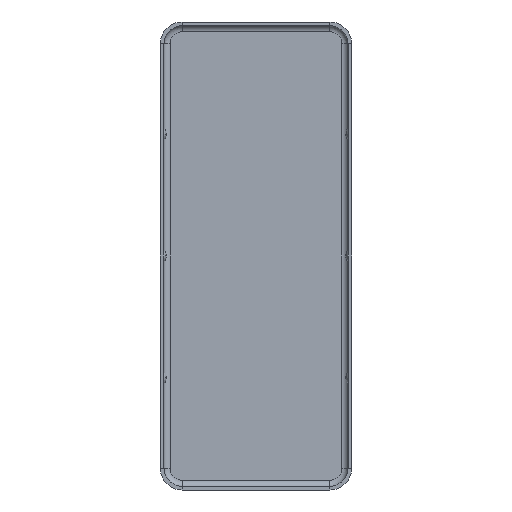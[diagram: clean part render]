
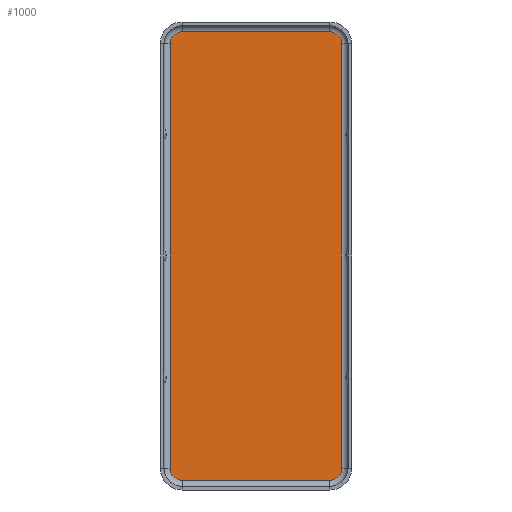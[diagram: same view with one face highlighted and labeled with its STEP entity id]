
A CAD part, front view. The second image highlights one B-rep face of the part: STEP entity #1000.
In plain terms, the highlighted planar face has unit normal (0, -1, 0).
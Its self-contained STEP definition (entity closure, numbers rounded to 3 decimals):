
#52 = PLANE ( 'NONE',  #356 ) ;
#103 = VECTOR ( 'NONE', #572, 1000. ) ;
#179 = CIRCLE ( 'NONE', #185, 1. ) ;
#185 = AXIS2_PLACEMENT_3D ( 'NONE', #921, #1198, #1332 ) ;
#225 = ORIENTED_EDGE ( 'NONE', *, *, #1559, .F. ) ;
#252 = CARTESIAN_POINT ( 'NONE',  ( -6.05, 0., -18.4 ) ) ;
#284 = DIRECTION ( 'NONE',  ( 0., 0., 1. ) ) ;
#326 = CARTESIAN_POINT ( 'NONE',  ( 6.05, 0., 17.4 ) ) ;
#346 = VECTOR ( 'NONE', #1153, 1000. ) ;
#351 = VERTEX_POINT ( 'NONE', #1046 ) ;
#354 = VERTEX_POINT ( 'NONE', #762 ) ;
#356 = AXIS2_PLACEMENT_3D ( 'NONE', #1320, #1193, #738 ) ;
#374 = ORIENTED_EDGE ( 'NONE', *, *, #1342, .F. ) ;
#393 = DIRECTION ( 'NONE',  ( -1., 0., 0. ) ) ;
#405 = AXIS2_PLACEMENT_3D ( 'NONE', #467, #1791, #1051 ) ;
#411 = VERTEX_POINT ( 'NONE', #1069 ) ;
#434 = ORIENTED_EDGE ( 'NONE', *, *, #689, .F. ) ;
#467 = CARTESIAN_POINT ( 'NONE',  ( -6.05, 0., 17.4 ) ) ;
#572 = DIRECTION ( 'NONE',  ( 0., 0., -1. ) ) ;
#607 = DIRECTION ( 'NONE',  ( 0., -1., 0. ) ) ;
#677 = EDGE_CURVE ( 'NONE', #351, #847, #179, .T. ) ;
#689 = EDGE_CURVE ( 'NONE', #1408, #411, #1028, .T. ) ;
#695 = EDGE_CURVE ( 'NONE', #919, #1683, #1770, .T. ) ;
#697 = DIRECTION ( 'NONE',  ( -1., 0., 0. ) ) ;
#703 = CARTESIAN_POINT ( 'NONE',  ( -7.05, 0., 0. ) ) ;
#731 = ORIENTED_EDGE ( 'NONE', *, *, #677, .T. ) ;
#738 = DIRECTION ( 'NONE',  ( 0., 0., -1. ) ) ;
#762 = CARTESIAN_POINT ( 'NONE',  ( 6.05, 0., -18.4 ) ) ;
#770 = DIRECTION ( 'NONE',  ( 0., 0., -1. ) ) ;
#847 = VERTEX_POINT ( 'NONE', #252 ) ;
#877 = CARTESIAN_POINT ( 'NONE',  ( 6.05, 0., 18.4 ) ) ;
#911 = FACE_OUTER_BOUND ( 'NONE', #990, .T. ) ;
#919 = VERTEX_POINT ( 'NONE', #1580 ) ;
#921 = CARTESIAN_POINT ( 'NONE',  ( -6.05, 0., -17.4 ) ) ;
#932 = LINE ( 'NONE', #703, #103 ) ;
#935 = EDGE_CURVE ( 'NONE', #1376, #354, #1362, .T. ) ;
#946 = EDGE_CURVE ( 'NONE', #1683, #411, #1003, .T. ) ;
#962 = ORIENTED_EDGE ( 'NONE', *, *, #1372, .T. ) ;
#990 = EDGE_LOOP ( 'NONE', ( #374, #1805, #225, #1735, #1368, #434, #962, #731 ) ) ;
#997 = DIRECTION ( 'NONE',  ( 0., 1., 0. ) ) ;
#1000 = ADVANCED_FACE ( 'NONE', ( #911 ), #52, .T. ) ;
#1003 = LINE ( 'NONE', #1416, #1677 ) ;
#1028 = CIRCLE ( 'NONE', #405, 1. ) ;
#1046 = CARTESIAN_POINT ( 'NONE',  ( -7.05, 0., -17.4 ) ) ;
#1051 = DIRECTION ( 'NONE',  ( 0., 0., -1. ) ) ;
#1069 = CARTESIAN_POINT ( 'NONE',  ( -6.05, 0., 18.4 ) ) ;
#1153 = DIRECTION ( 'NONE',  ( 0., 0., -1. ) ) ;
#1167 = CARTESIAN_POINT ( 'NONE',  ( 7.05, 0., 0. ) ) ;
#1193 = DIRECTION ( 'NONE',  ( 0., -1., 0. ) ) ;
#1198 = DIRECTION ( 'NONE',  ( 0., -1., 0. ) ) ;
#1204 = CARTESIAN_POINT ( 'NONE',  ( -7.05, 0., 17.4 ) ) ;
#1259 = CARTESIAN_POINT ( 'NONE',  ( 6.05, 0., -18.4 ) ) ;
#1268 = LINE ( 'NONE', #1259, #1768 ) ;
#1320 = CARTESIAN_POINT ( 'NONE',  ( 6.05, 0., -17.4 ) ) ;
#1332 = DIRECTION ( 'NONE',  ( 0., 0., 1. ) ) ;
#1342 = EDGE_CURVE ( 'NONE', #354, #847, #1268, .T. ) ;
#1354 = AXIS2_PLACEMENT_3D ( 'NONE', #1709, #997, #284 ) ;
#1362 = CIRCLE ( 'NONE', #1354, 1. ) ;
#1368 = ORIENTED_EDGE ( 'NONE', *, *, #946, .T. ) ;
#1372 = EDGE_CURVE ( 'NONE', #1408, #351, #932, .T. ) ;
#1376 = VERTEX_POINT ( 'NONE', #1713 ) ;
#1408 = VERTEX_POINT ( 'NONE', #1204 ) ;
#1416 = CARTESIAN_POINT ( 'NONE',  ( 6.05, 0., 18.4 ) ) ;
#1559 = EDGE_CURVE ( 'NONE', #919, #1376, #1790, .T. ) ;
#1580 = CARTESIAN_POINT ( 'NONE',  ( 7.05, 0., 17.4 ) ) ;
#1677 = VECTOR ( 'NONE', #697, 1000. ) ;
#1683 = VERTEX_POINT ( 'NONE', #877 ) ;
#1709 = CARTESIAN_POINT ( 'NONE',  ( 6.05, 0., -17.4 ) ) ;
#1713 = CARTESIAN_POINT ( 'NONE',  ( 7.05, 0., -17.4 ) ) ;
#1735 = ORIENTED_EDGE ( 'NONE', *, *, #695, .T. ) ;
#1738 = AXIS2_PLACEMENT_3D ( 'NONE', #326, #607, #770 ) ;
#1768 = VECTOR ( 'NONE', #393, 1000. ) ;
#1770 = CIRCLE ( 'NONE', #1738, 1. ) ;
#1790 = LINE ( 'NONE', #1167, #346 ) ;
#1791 = DIRECTION ( 'NONE',  ( 0., 1., 0. ) ) ;
#1805 = ORIENTED_EDGE ( 'NONE', *, *, #935, .F. ) ;
